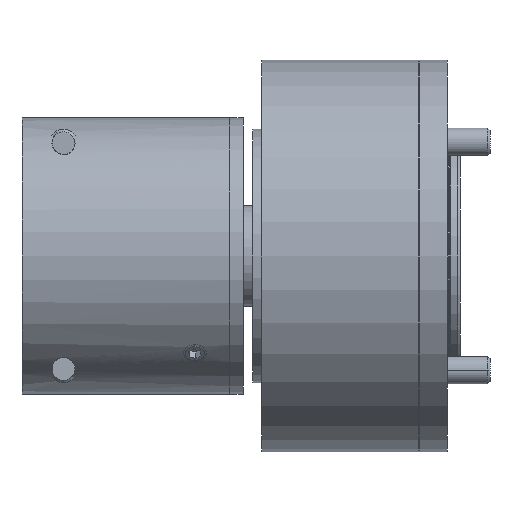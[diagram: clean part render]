
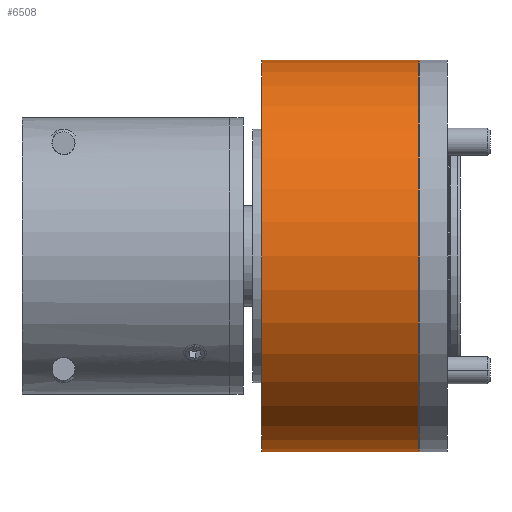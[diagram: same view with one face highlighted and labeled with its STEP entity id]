
A CAD part, front view. The second image highlights one B-rep face of the part: STEP entity #6508.
In plain terms, the highlighted cylindrical face has radius 42.5 mm (diameter 85 mm), a partial arc.
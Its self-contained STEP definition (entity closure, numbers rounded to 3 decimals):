
#192 = CIRCLE ( 'NONE', #7751, 42.5 ) ;
#576 = DIRECTION ( 'NONE',  ( 0., 0., 1. ) ) ;
#959 = EDGE_CURVE ( 'NONE', #1273, #10375, #192, .T. ) ;
#1273 = VERTEX_POINT ( 'NONE', #8700 ) ;
#1392 = AXIS2_PLACEMENT_3D ( 'NONE', #5126, #17208, #576 ) ;
#1644 = ORIENTED_EDGE ( 'NONE', *, *, #10544, .T. ) ;
#2177 = DIRECTION ( 'NONE',  ( 0., 0., 1. ) ) ;
#2295 = VERTEX_POINT ( 'NONE', #3635 ) ;
#2614 = CARTESIAN_POINT ( 'NONE',  ( -39.259, 0., -42.5 ) ) ;
#3597 = LINE ( 'NONE', #11791, #8238 ) ;
#3635 = CARTESIAN_POINT ( 'NONE',  ( 36.8, 0., -42.5 ) ) ;
#4737 = EDGE_LOOP ( 'NONE', ( #15523, #14302, #1644, #5604 ) ) ;
#4768 = EDGE_CURVE ( 'NONE', #2295, #16486, #15123, .T. ) ;
#4965 = CARTESIAN_POINT ( 'NONE',  ( 2.8, 0., 0. ) ) ;
#5032 = DIRECTION ( 'NONE',  ( -1., 0., 0. ) ) ;
#5126 = CARTESIAN_POINT ( 'NONE',  ( 36.8, 0., 0. ) ) ;
#5604 = ORIENTED_EDGE ( 'NONE', *, *, #959, .F. ) ;
#6508 = ADVANCED_FACE ( 'NONE', ( #17637 ), #6638, .T. ) ;
#6638 = CYLINDRICAL_SURFACE ( 'NONE', #17149, 42.5 ) ;
#7320 = EDGE_CURVE ( 'NONE', #2295, #1273, #9070, .T. ) ;
#7751 = AXIS2_PLACEMENT_3D ( 'NONE', #4965, #5032, #2177 ) ;
#8238 = VECTOR ( 'NONE', #10469, 1000. ) ;
#8700 = CARTESIAN_POINT ( 'NONE',  ( 2.8, 0., -42.5 ) ) ;
#9070 = LINE ( 'NONE', #2614, #13503 ) ;
#9855 = CARTESIAN_POINT ( 'NONE',  ( -39.259, 0., 0. ) ) ;
#9890 = CARTESIAN_POINT ( 'NONE',  ( 2.8, 0., 42.5 ) ) ;
#10375 = VERTEX_POINT ( 'NONE', #9890 ) ;
#10469 = DIRECTION ( 'NONE',  ( -1., 0., 0. ) ) ;
#10544 = EDGE_CURVE ( 'NONE', #16486, #10375, #3597, .T. ) ;
#11791 = CARTESIAN_POINT ( 'NONE',  ( -39.259, 0., 42.5 ) ) ;
#13153 = DIRECTION ( 'NONE',  ( -1., 0., 0. ) ) ;
#13503 = VECTOR ( 'NONE', #13153, 1000. ) ;
#14302 = ORIENTED_EDGE ( 'NONE', *, *, #4768, .T. ) ;
#15123 = CIRCLE ( 'NONE', #1392, 42.5 ) ;
#15489 = CARTESIAN_POINT ( 'NONE',  ( 36.8, 0., 42.5 ) ) ;
#15523 = ORIENTED_EDGE ( 'NONE', *, *, #7320, .F. ) ;
#16486 = VERTEX_POINT ( 'NONE', #15489 ) ;
#17149 = AXIS2_PLACEMENT_3D ( 'NONE', #9855, #18567, #17299 ) ;
#17208 = DIRECTION ( 'NONE',  ( -1., 0., 0. ) ) ;
#17299 = DIRECTION ( 'NONE',  ( 0., 0., 1. ) ) ;
#17637 = FACE_OUTER_BOUND ( 'NONE', #4737, .T. ) ;
#18567 = DIRECTION ( 'NONE',  ( -1., 0., 0. ) ) ;
